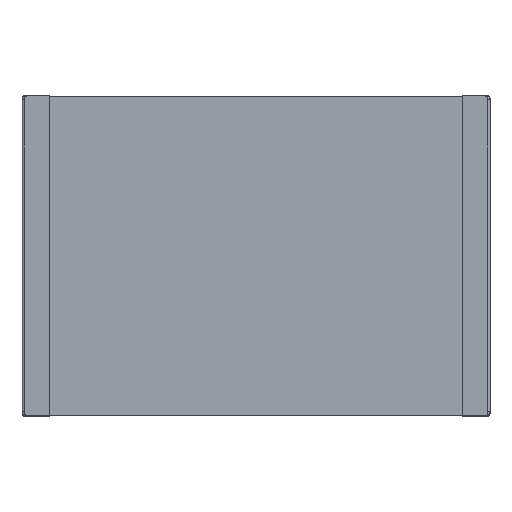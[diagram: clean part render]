
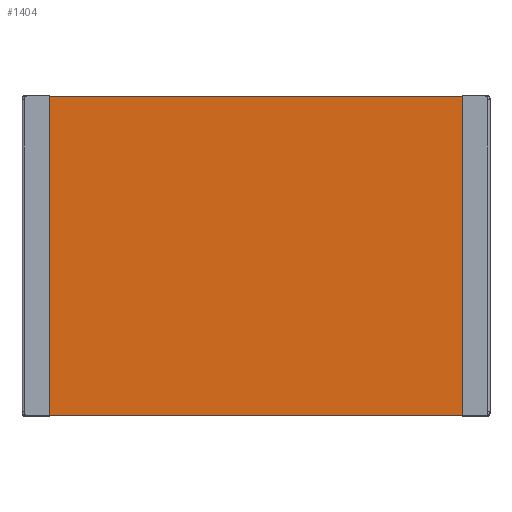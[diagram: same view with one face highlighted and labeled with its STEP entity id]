
A CAD part, top view. The second image highlights one B-rep face of the part: STEP entity #1404.
In plain terms, the highlighted planar face has unit normal (0, 0, 1).
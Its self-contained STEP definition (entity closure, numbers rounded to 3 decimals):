
#90=LINE('',#4668,#162);
#91=LINE('',#4672,#163);
#92=LINE('',#4674,#164);
#93=LINE('',#4675,#165);
#162=VECTOR('',#1744,10.);
#163=VECTOR('',#1749,10.);
#164=VECTOR('',#1750,10.);
#165=VECTOR('',#1751,10.);
#189=PLANE('',#1508);
#298=FACE_OUTER_BOUND('',#382,.T.);
#382=EDGE_LOOP('',(#1200,#1201,#1202,#1203));
#650=VERTEX_POINT('',#4665);
#651=VERTEX_POINT('',#4667);
#652=VERTEX_POINT('',#4671);
#653=VERTEX_POINT('',#4673);
#851=EDGE_CURVE('',#650,#651,#90,.T.);
#853=EDGE_CURVE('',#652,#650,#91,.T.);
#854=EDGE_CURVE('',#653,#652,#92,.T.);
#855=EDGE_CURVE('',#651,#653,#93,.T.);
#1200=ORIENTED_EDGE('',*,*,#851,.F.);
#1201=ORIENTED_EDGE('',*,*,#853,.F.);
#1202=ORIENTED_EDGE('',*,*,#854,.F.);
#1203=ORIENTED_EDGE('',*,*,#855,.F.);
#1404=ADVANCED_FACE('',(#298),#189,.F.);
#1508=AXIS2_PLACEMENT_3D('',#4670,#1747,#1748);
#1744=DIRECTION('',(-1.,0.,0.));
#1747=DIRECTION('center_axis',(0.,0.,-1.));
#1748=DIRECTION('ref_axis',(-1.,0.,0.));
#1749=DIRECTION('',(0.,-1.,0.));
#1750=DIRECTION('',(1.,0.,0.));
#1751=DIRECTION('',(0.,1.,0.));
#4665=CARTESIAN_POINT('',(2.65,-2.048,2.199));
#4667=CARTESIAN_POINT('',(-2.65,-2.048,2.199));
#4668=CARTESIAN_POINT('',(2.65,-2.048,2.199));
#4670=CARTESIAN_POINT('Origin',(2.65,-2.05,2.199));
#4671=CARTESIAN_POINT('',(2.65,2.048,2.199));
#4672=CARTESIAN_POINT('',(2.65,-2.05,2.199));
#4673=CARTESIAN_POINT('',(-2.65,2.048,2.199));
#4674=CARTESIAN_POINT('',(2.65,2.048,2.199));
#4675=CARTESIAN_POINT('',(-2.65,-2.05,2.199));
